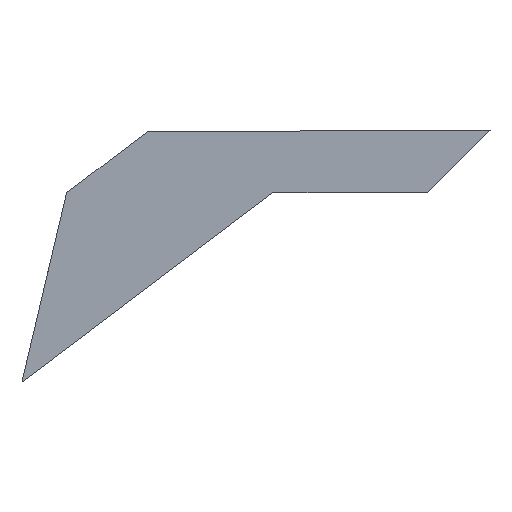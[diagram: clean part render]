
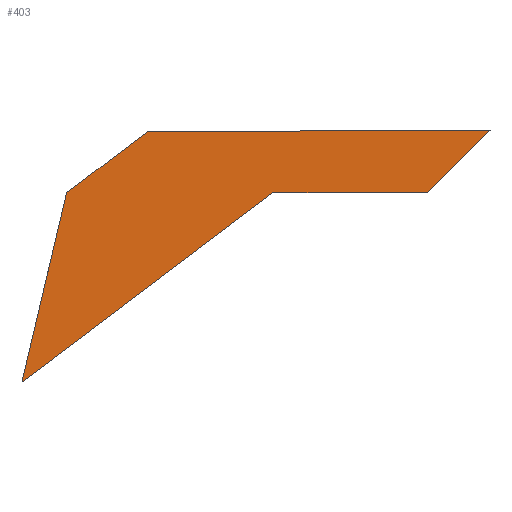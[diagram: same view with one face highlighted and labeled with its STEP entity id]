
A CAD part, left-side view. The second image highlights one B-rep face of the part: STEP entity #403.
In plain terms, the highlighted planar face has unit normal (-1, 0, 0).
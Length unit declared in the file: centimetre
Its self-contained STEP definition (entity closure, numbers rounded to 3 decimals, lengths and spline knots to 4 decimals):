
#26=FACE_OUTER_BOUND($,#48,.T.);
#48=EDGE_LOOP($,(#285,#286,#287,#288,#289,#290));
#75=LINE($,#604,#125);
#77=LINE($,#608,#127);
#78=LINE($,#610,#128);
#79=LINE($,#612,#129);
#80=LINE($,#614,#130);
#81=LINE($,#615,#131);
#125=VECTOR($,#489,0.282);
#127=VECTOR($,#493,1.0899);
#128=VECTOR($,#494,0.3219);
#129=VECTOR($,#495,0.6188);
#130=VECTOR($,#496,1.);
#131=VECTOR($,#497,0.4913);
#180=VERTEX_POINT($,#601);
#181=VERTEX_POINT($,#603);
#182=VERTEX_POINT($,#607);
#183=VERTEX_POINT($,#609);
#184=VERTEX_POINT($,#611);
#185=VERTEX_POINT($,#613);
#221=EDGE_CURVE($,#181,#180,#75,.T.);
#223=EDGE_CURVE($,#182,#180,#77,.T.);
#224=EDGE_CURVE($,#183,#182,#78,.T.);
#225=EDGE_CURVE($,#184,#183,#79,.T.);
#226=EDGE_CURVE($,#185,#184,#80,.T.);
#227=EDGE_CURVE($,#181,#185,#81,.T.);
#285=ORIENTED_EDGE($,*,*,#221,.T.);
#286=ORIENTED_EDGE($,*,*,#223,.F.);
#287=ORIENTED_EDGE($,*,*,#224,.F.);
#288=ORIENTED_EDGE($,*,*,#225,.F.);
#289=ORIENTED_EDGE($,*,*,#226,.F.);
#290=ORIENTED_EDGE($,*,*,#227,.F.);
#381=PLANE($,#436);
#403=ADVANCED_FACE($,(#26),#381,.F.);
#436=AXIS2_PLACEMENT_3D($,#606,#491,#492);
#489=DIRECTION($,(0.,-0.707,0.707));
#491=DIRECTION('center_axis',(1.,0.,0.));
#492=DIRECTION('ref_axis',(0.,0.,-1.));
#493=DIRECTION($,(0.,-1.,0.005));
#494=DIRECTION($,(0.,-0.798,0.602));
#495=DIRECTION($,(0.,-0.23,0.973));
#496=DIRECTION($,(0.,0.798,-0.602));
#497=DIRECTION($,(0.,1.,0.));
#601=CARTESIAN_POINT('',(-5.7679,5.6108,2.9005));
#603=CARTESIAN_POINT('',(-5.7679,5.8102,2.7011));
#604=CARTESIAN_POINT($,(-5.7679,6.0291,2.4823));
#606=CARTESIAN_POINT('Origin',(-5.7679,6.3007,2.5));
#607=CARTESIAN_POINT('',(-5.7679,6.7007,2.8949));
#608=CARTESIAN_POINT($,(-5.7679,6.7007,2.8949));
#609=CARTESIAN_POINT('',(-5.7679,6.9577,2.7011));
#610=CARTESIAN_POINT($,(-5.7679,6.9577,2.7011));
#611=CARTESIAN_POINT('',(-5.7679,7.0999,2.0989));
#612=CARTESIAN_POINT($,(-5.7679,7.0999,2.0989));
#613=CARTESIAN_POINT('',(-5.7679,6.3015,2.7011));
#614=CARTESIAN_POINT($,(-5.7679,6.3015,2.7011));
#615=CARTESIAN_POINT($,(-5.7679,5.5015,2.7011));
